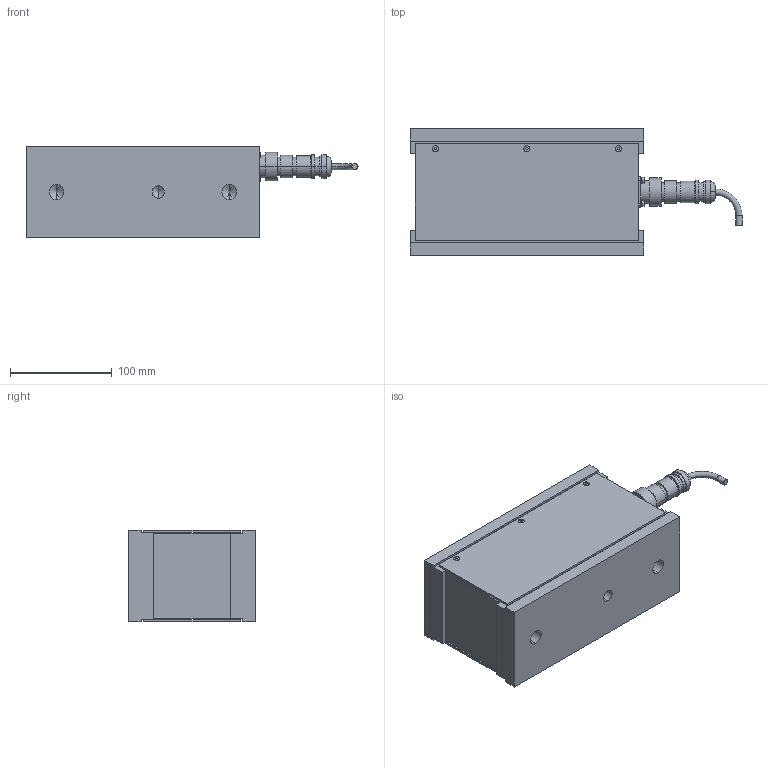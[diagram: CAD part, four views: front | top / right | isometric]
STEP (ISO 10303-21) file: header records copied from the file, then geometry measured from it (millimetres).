
FILE_DESCRIPTION((''),'2;1');
FILE_NAME('49688.stp','2007-02-05T16:25:25',(''),(''),'Mechanical Desktop 2007','Mechanical Desktop 2007',', , ');
FILE_SCHEMA(('CONFIG_CONTROL_DESIGN'));
Length unit declared in the file: millimetre
Products named in the file (13): U49688; U4789304; U47671; TEIL1; SENKSCHRAUBE_I-6KT_M3X8_ROSTFA; SENKSCHRAUBE_I-6KT_M3X8_ROSTF; KABELDOSE_PG_AMPH_4-POLA; KABELDOSE_PG_AMPH_4-POL; FEDERRING_M3A; FEDERRING_M3; I-6KT_SCHRAUBE_M3X8A; I-6KT_SCHRAUBE_M3X8; RM_SDB
Assembly tree (26 placements, depth 3):
  U49688
    U4789304
    U47671  x2
      TEIL1
    SENKSCHRAUBE_I-6KT_M3X8_ROSTFA  x6
      SENKSCHRAUBE_I-6KT_M3X8_ROSTF
    KABELDOSE_PG_AMPH_4-POLA
      KABELDOSE_PG_AMPH_4-POL
    FEDERRING_M3A  x4
      FEDERRING_M3
    I-6KT_SCHRAUBE_M3X8A  x4
      I-6KT_SCHRAUBE_M3X8
    RM_SDB  x3
Bounding box: 326.5 x 125 x 90 mm (x, y, z)
Volume: 2479420.3 mm3; surface area: 230359.1 mm2
Topology: 18 solids, 18 shells, 391 faces, 881 edges, 541 vertices
Faces by surface type: cylinder 164, plane 133, cone 82, torus 12
Entity records: 6772 total; most frequent: DIRECTION 1261, CARTESIAN_POINT 1089, ORIENTED_EDGE 998, AXIS2_PLACEMENT_3D 499, EDGE_CURVE 499, VERTEX_POINT 320, EDGE_LOOP 287, VECTOR 263
